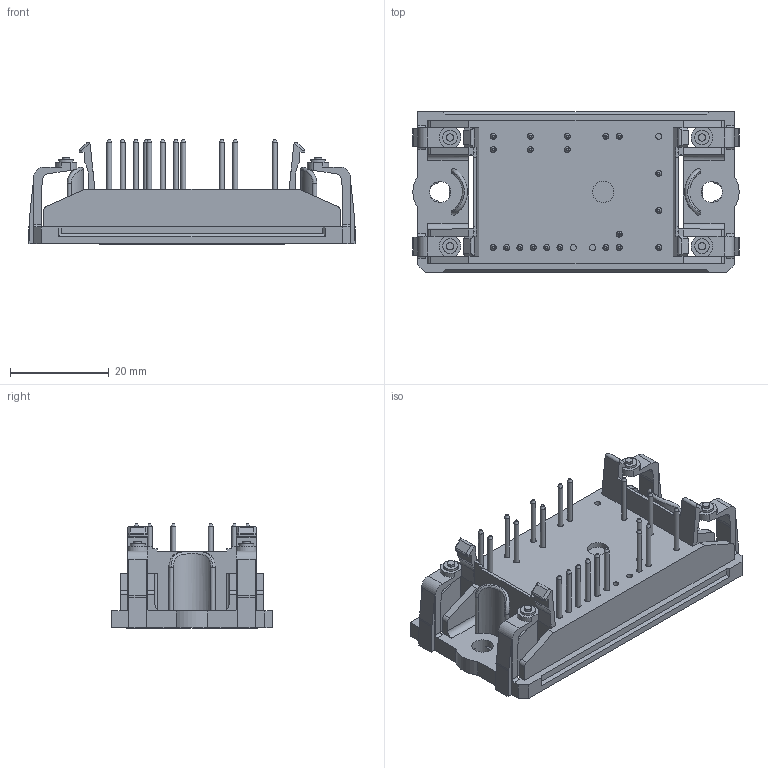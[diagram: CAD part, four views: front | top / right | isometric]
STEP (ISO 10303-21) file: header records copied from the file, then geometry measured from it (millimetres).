
FILE_DESCRIPTION(/* description */ ('Unknown'),/* implementation_level */ '2;1');
FILE_NAME(/* name */ 'Flow0-4C17W-P540(200)-01-OL',/* time_stamp */ '2016-03-22T15:04:24+01:00',/* author */ ('Unknown'),/* organization */ ('Unknown'),/* preprocessor_version */ 'ST-DEVELOPER v16',/* originating_system */ 'DEX',/* authorisation */ $);
FILE_SCHEMA (('AUTOMOTIVE_DESIGN {1 0 10303 214 3 1 1}'));
Length unit declared in the file: millimetre
Products named in the file (1): Flow0-4C17W-P540(230)-01-OL
Bounding box: 66 x 32.5 x 21.23 mm (x, y, z)
Volume: 17291.7 mm3; surface area: 10116 mm2
Topology: 1 solids, 1 shells, 881 faces, 2224 edges, 1466 vertices
Faces by surface type: plane 714, cylinder 130, cone 28, bspline 9
Full cylindrical faces by diameter (mm): 1 x20, 1.2 x23, 1.5 x4, 3 x4, 4.3 x3
Entity records: 33256 total; most frequent: CARTESIAN_POINT 6105, ORIENTED_EDGE 4220, DIRECTION 4148, EDGE_CURVE 2110, LINE 1778, VECTOR 1778, VERTEX_POINT 1436, AXIS2_PLACEMENT_3D 1185
